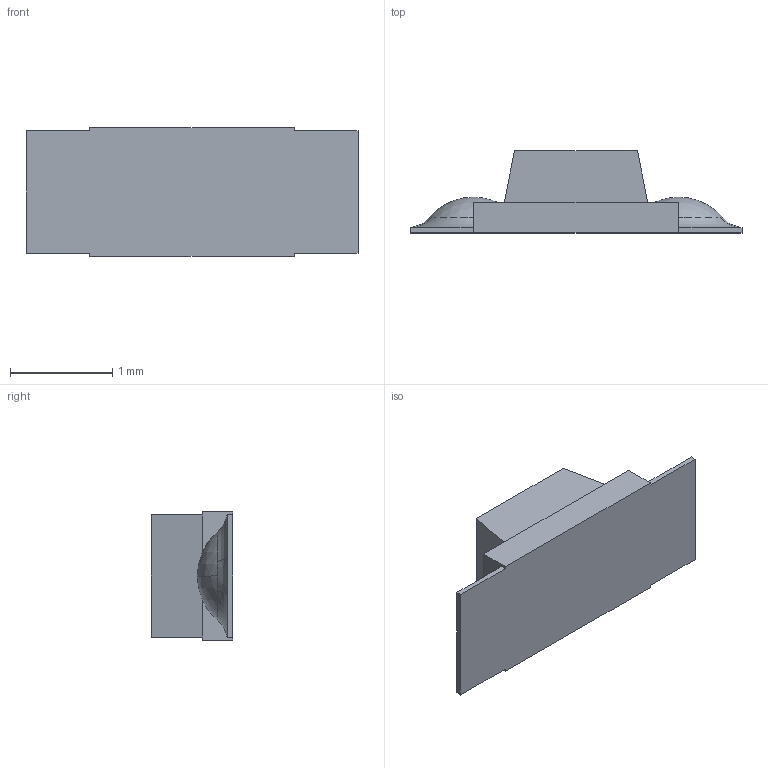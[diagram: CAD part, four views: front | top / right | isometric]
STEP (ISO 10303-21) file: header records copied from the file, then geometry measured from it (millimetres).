
FILE_DESCRIPTION (( 'STEP AP203' ), '1' );
FILE_NAME ('MICRO_led2.step', '2019-10-07T21:33:54', ( '' ), ( '' ), 'SwSTEP 2.0', 'SolidWorks 2017', '' );
FILE_SCHEMA (( 'CONFIG_CONTROL_DESIGN' ));
Length unit declared in the file: millimetre
Products named in the file (1): MICRO_led2
Bounding box: 3.24 x 0.8 x 1.25 mm (x, y, z)
Volume: 1.8 mm3; surface area: 15.8 mm2
Topology: 2 solids, 2 shells, 39 faces, 100 edges, 66 vertices
Faces by surface type: plane 25, sphere 4, cylinder 4, torus 4, bspline 2
Entity records: 1301 total; most frequent: CARTESIAN_POINT 264, DIRECTION 202, ORIENTED_EDGE 200, EDGE_CURVE 100, AXIS2_PLACEMENT_3D 72, VERTEX_POINT 66, LINE 58, VECTOR 58
